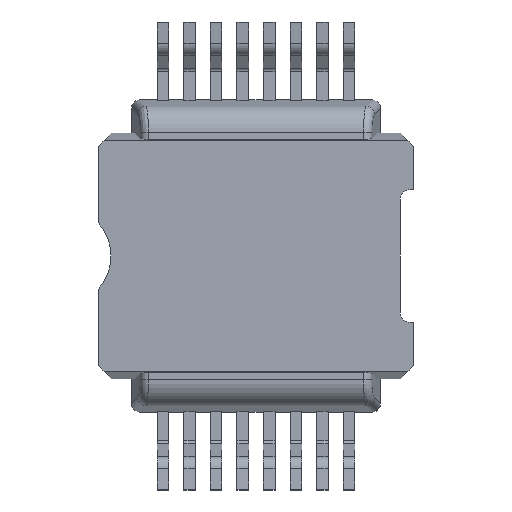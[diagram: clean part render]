
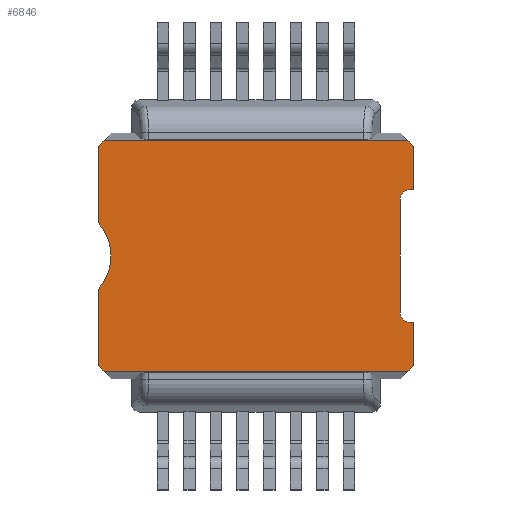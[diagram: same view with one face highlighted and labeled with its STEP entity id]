
A CAD part, front view. The second image highlights one B-rep face of the part: STEP entity #6846.
In plain terms, the highlighted planar face has unit normal (0, -1, 0).
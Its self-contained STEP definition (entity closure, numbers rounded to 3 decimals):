
#36 = ORIENTED_EDGE ( 'NONE', *, *, #1227, .T. ) ;
#43 = LINE ( 'NONE', #1191, #379 ) ;
#334 = VECTOR ( 'NONE', #2640, 1000. ) ;
#379 = VECTOR ( 'NONE', #8206, 1000. ) ;
#519 = EDGE_CURVE ( 'NONE', #3199, #5099, #2834, .T. ) ;
#828 = ORIENTED_EDGE ( 'NONE', *, *, #1665, .T. ) ;
#1191 = CARTESIAN_POINT ( 'NONE',  ( 4.75, -1.9, -3.7 ) ) ;
#1227 = EDGE_CURVE ( 'NONE', #5694, #3814, #2050, .T. ) ;
#1233 = AXIS2_PLACEMENT_3D ( 'NONE', #12276, #2312, #9243 ) ;
#1303 = VERTEX_POINT ( 'NONE', #10719 ) ;
#1503 = CARTESIAN_POINT ( 'NONE',  ( 4.75, -1.9, -2. ) ) ;
#1529 = DIRECTION ( 'NONE',  ( 0., 1., 0. ) ) ;
#1554 = EDGE_CURVE ( 'NONE', #6840, #5694, #3656, .T. ) ;
#1574 = EDGE_CURVE ( 'NONE', #8013, #4686, #1741, .T. ) ;
#1647 = LINE ( 'NONE', #7284, #2435 ) ;
#1665 = EDGE_CURVE ( 'NONE', #9959, #2579, #4106, .T. ) ;
#1687 = DIRECTION ( 'NONE',  ( -0.707, 0., -0.707 ) ) ;
#1741 = LINE ( 'NONE', #6328, #3330 ) ;
#1763 = ORIENTED_EDGE ( 'NONE', *, *, #8074, .T. ) ;
#1970 = CARTESIAN_POINT ( 'NONE',  ( 4.65, -1.9, -2. ) ) ;
#2050 = LINE ( 'NONE', #5692, #334 ) ;
#2266 = VERTEX_POINT ( 'NONE', #11334 ) ;
#2312 = DIRECTION ( 'NONE',  ( 0., 1., 0. ) ) ;
#2435 = VECTOR ( 'NONE', #3121, 1000. ) ;
#2579 = VERTEX_POINT ( 'NONE', #7835 ) ;
#2640 = DIRECTION ( 'NONE',  ( 0.707, 0., -0.707 ) ) ;
#2794 = LINE ( 'NONE', #5499, #4384 ) ;
#2834 = LINE ( 'NONE', #3382, #3314 ) ;
#3018 = ORIENTED_EDGE ( 'NONE', *, *, #7700, .T. ) ;
#3121 = DIRECTION ( 'NONE',  ( 0., 0., 1. ) ) ;
#3199 = VERTEX_POINT ( 'NONE', #8754 ) ;
#3314 = VECTOR ( 'NONE', #10200, 1000. ) ;
#3330 = VECTOR ( 'NONE', #5372, 1000. ) ;
#3382 = CARTESIAN_POINT ( 'NONE',  ( -4.75, -1.9, 3.7 ) ) ;
#3477 = CARTESIAN_POINT ( 'NONE',  ( -4.75, -1.9, 3.7 ) ) ;
#3621 = VERTEX_POINT ( 'NONE', #11773 ) ;
#3656 = LINE ( 'NONE', #3477, #12367 ) ;
#3705 = EDGE_CURVE ( 'NONE', #8557, #3621, #5565, .T. ) ;
#3805 = VECTOR ( 'NONE', #8496, 1000. ) ;
#3814 = VERTEX_POINT ( 'NONE', #4095 ) ;
#4045 = CARTESIAN_POINT ( 'NONE',  ( 0., -1.9, 0. ) ) ;
#4073 = DIRECTION ( 'NONE',  ( 0., 0., -1. ) ) ;
#4095 = CARTESIAN_POINT ( 'NONE',  ( -4.579, -1.9, -3.471 ) ) ;
#4106 = LINE ( 'NONE', #10577, #3805 ) ;
#4158 = ORIENTED_EDGE ( 'NONE', *, *, #11546, .T. ) ;
#4384 = VECTOR ( 'NONE', #11516, 1000. ) ;
#4456 = LINE ( 'NONE', #11287, #9771 ) ;
#4603 = ORIENTED_EDGE ( 'NONE', *, *, #519, .T. ) ;
#4627 = AXIS2_PLACEMENT_3D ( 'NONE', #7523, #1529, #11368 ) ;
#4631 = LINE ( 'NONE', #8618, #9799 ) ;
#4632 = CARTESIAN_POINT ( 'NONE',  ( 4.65, -1.9, 1.7 ) ) ;
#4686 = VERTEX_POINT ( 'NONE', #5070 ) ;
#4689 = CARTESIAN_POINT ( 'NONE',  ( 4.35, -1.9, 1.7 ) ) ;
#4745 = DIRECTION ( 'NONE',  ( 0., 0., 1. ) ) ;
#5058 = ORIENTED_EDGE ( 'NONE', *, *, #6549, .T. ) ;
#5070 = CARTESIAN_POINT ( 'NONE',  ( 4.75, -1.9, 2. ) ) ;
#5099 = VERTEX_POINT ( 'NONE', #8646 ) ;
#5372 = DIRECTION ( 'NONE',  ( 1., 0., 0. ) ) ;
#5499 = CARTESIAN_POINT ( 'NONE',  ( 4.35, -1.9, 3.7 ) ) ;
#5565 = LINE ( 'NONE', #1970, #6648 ) ;
#5679 = CIRCLE ( 'NONE', #4627, 1.5 ) ;
#5692 = CARTESIAN_POINT ( 'NONE',  ( -4.35, -1.9, -3.7 ) ) ;
#5694 = VERTEX_POINT ( 'NONE', #8846 ) ;
#5883 = ORIENTED_EDGE ( 'NONE', *, *, #3705, .T. ) ;
#6328 = CARTESIAN_POINT ( 'NONE',  ( 4.65, -1.9, 2. ) ) ;
#6549 = EDGE_CURVE ( 'NONE', #4686, #12174, #43, .T. ) ;
#6634 = ORIENTED_EDGE ( 'NONE', *, *, #1574, .T. ) ;
#6648 = VECTOR ( 'NONE', #6850, 1000. ) ;
#6833 = VECTOR ( 'NONE', #6922, 1000. ) ;
#6840 = VERTEX_POINT ( 'NONE', #9055 ) ;
#6846 = ADVANCED_FACE ( 'NONE', ( #12733 ), #10062, .T. ) ;
#6850 = DIRECTION ( 'NONE',  ( -1., 0., 0. ) ) ;
#6922 = DIRECTION ( 'NONE',  ( -1., 0., 0. ) ) ;
#6980 = EDGE_CURVE ( 'NONE', #1303, #9297, #4456, .T. ) ;
#7003 = DIRECTION ( 'NONE',  ( 0., 0., 1. ) ) ;
#7049 = CIRCLE ( 'NONE', #8901, 0.3 ) ;
#7284 = CARTESIAN_POINT ( 'NONE',  ( 4.35, -1.9, 1.7 ) ) ;
#7523 = CARTESIAN_POINT ( 'NONE',  ( -5.868, -1.9, 0. ) ) ;
#7700 = EDGE_CURVE ( 'NONE', #5099, #6840, #5679, .T. ) ;
#7712 = ORIENTED_EDGE ( 'NONE', *, *, #1554, .T. ) ;
#7835 = CARTESIAN_POINT ( 'NONE',  ( 4.75, -1.9, -3.3 ) ) ;
#7948 = DIRECTION ( 'NONE',  ( 0., -1., 0. ) ) ;
#8013 = VERTEX_POINT ( 'NONE', #9069 ) ;
#8067 = CARTESIAN_POINT ( 'NONE',  ( 4.75, -1.9, 3.3 ) ) ;
#8074 = EDGE_CURVE ( 'NONE', #3621, #2266, #9547, .T. ) ;
#8206 = DIRECTION ( 'NONE',  ( 0., 0., 1. ) ) ;
#8415 = CARTESIAN_POINT ( 'NONE',  ( 4.579, -1.9, -3.471 ) ) ;
#8496 = DIRECTION ( 'NONE',  ( 0.707, 0., 0.707 ) ) ;
#8557 = VERTEX_POINT ( 'NONE', #1503 ) ;
#8618 = CARTESIAN_POINT ( 'NONE',  ( -4.35, -1.9, 3.7 ) ) ;
#8646 = CARTESIAN_POINT ( 'NONE',  ( -4.75, -1.9, 1. ) ) ;
#8725 = ORIENTED_EDGE ( 'NONE', *, *, #12330, .T. ) ;
#8749 = EDGE_CURVE ( 'NONE', #9288, #8013, #7049, .T. ) ;
#8754 = CARTESIAN_POINT ( 'NONE',  ( -4.75, -1.9, 3.3 ) ) ;
#8846 = CARTESIAN_POINT ( 'NONE',  ( -4.75, -1.9, -3.3 ) ) ;
#8901 = AXIS2_PLACEMENT_3D ( 'NONE', #4632, #10762, #4745 ) ;
#9055 = CARTESIAN_POINT ( 'NONE',  ( -4.75, -1.9, -1. ) ) ;
#9069 = CARTESIAN_POINT ( 'NONE',  ( 4.65, -1.9, 2. ) ) ;
#9243 = DIRECTION ( 'NONE',  ( 0., 0., -1. ) ) ;
#9288 = VERTEX_POINT ( 'NONE', #4689 ) ;
#9297 = VERTEX_POINT ( 'NONE', #11683 ) ;
#9464 = ORIENTED_EDGE ( 'NONE', *, *, #12193, .F. ) ;
#9547 = CIRCLE ( 'NONE', #1233, 0.3 ) ;
#9629 = ORIENTED_EDGE ( 'NONE', *, *, #8749, .T. ) ;
#9658 = ORIENTED_EDGE ( 'NONE', *, *, #10259, .T. ) ;
#9771 = VECTOR ( 'NONE', #10249, 1000. ) ;
#9799 = VECTOR ( 'NONE', #1687, 1000. ) ;
#9909 = EDGE_LOOP ( 'NONE', ( #4158, #11651, #10799, #4603, #3018, #7712, #36, #9464, #828, #9658, #5883, #1763, #8725, #9629, #6634, #5058 ) ) ;
#9954 = CARTESIAN_POINT ( 'NONE',  ( 4.75, -1.9, -3.7 ) ) ;
#9959 = VERTEX_POINT ( 'NONE', #8415 ) ;
#10062 = PLANE ( 'NONE',  #10810 ) ;
#10200 = DIRECTION ( 'NONE',  ( 0., 0., -1. ) ) ;
#10249 = DIRECTION ( 'NONE',  ( -1., 0., 0. ) ) ;
#10259 = EDGE_CURVE ( 'NONE', #2579, #8557, #12269, .T. ) ;
#10319 = DIRECTION ( 'NONE',  ( 0., 0., -1. ) ) ;
#10413 = EDGE_CURVE ( 'NONE', #9297, #3199, #4631, .T. ) ;
#10577 = CARTESIAN_POINT ( 'NONE',  ( 4.35, -1.9, -3.7 ) ) ;
#10719 = CARTESIAN_POINT ( 'NONE',  ( 4.579, -1.9, 3.471 ) ) ;
#10762 = DIRECTION ( 'NONE',  ( 0., 1., 0. ) ) ;
#10799 = ORIENTED_EDGE ( 'NONE', *, *, #10413, .T. ) ;
#10810 = AXIS2_PLACEMENT_3D ( 'NONE', #4045, #7948, #4073 ) ;
#11223 = LINE ( 'NONE', #12906, #6833 ) ;
#11287 = CARTESIAN_POINT ( 'NONE',  ( 4.75, -1.9, 3.471 ) ) ;
#11334 = CARTESIAN_POINT ( 'NONE',  ( 4.35, -1.9, -1.7 ) ) ;
#11368 = DIRECTION ( 'NONE',  ( 0., 0., 1. ) ) ;
#11516 = DIRECTION ( 'NONE',  ( -0.707, 0., 0.707 ) ) ;
#11546 = EDGE_CURVE ( 'NONE', #12174, #1303, #2794, .T. ) ;
#11651 = ORIENTED_EDGE ( 'NONE', *, *, #6980, .T. ) ;
#11683 = CARTESIAN_POINT ( 'NONE',  ( -4.579, -1.9, 3.471 ) ) ;
#11773 = CARTESIAN_POINT ( 'NONE',  ( 4.65, -1.9, -2. ) ) ;
#12174 = VERTEX_POINT ( 'NONE', #8067 ) ;
#12193 = EDGE_CURVE ( 'NONE', #9959, #3814, #11223, .T. ) ;
#12269 = LINE ( 'NONE', #9954, #12593 ) ;
#12276 = CARTESIAN_POINT ( 'NONE',  ( 4.65, -1.9, -1.7 ) ) ;
#12330 = EDGE_CURVE ( 'NONE', #2266, #9288, #1647, .T. ) ;
#12367 = VECTOR ( 'NONE', #10319, 1000. ) ;
#12593 = VECTOR ( 'NONE', #7003, 1000. ) ;
#12733 = FACE_OUTER_BOUND ( 'NONE', #9909, .T. ) ;
#12906 = CARTESIAN_POINT ( 'NONE',  ( 4.75, -1.9, -3.471 ) ) ;
